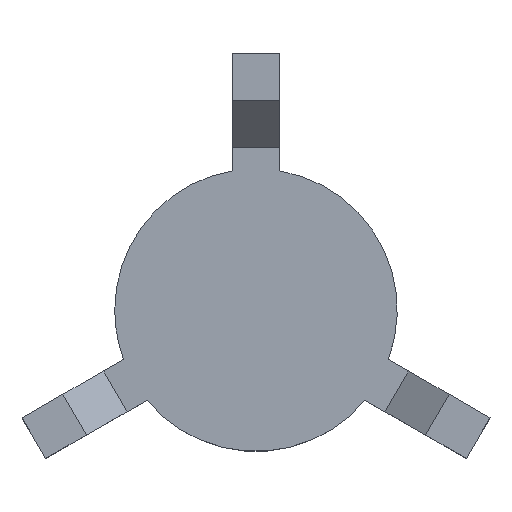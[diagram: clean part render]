
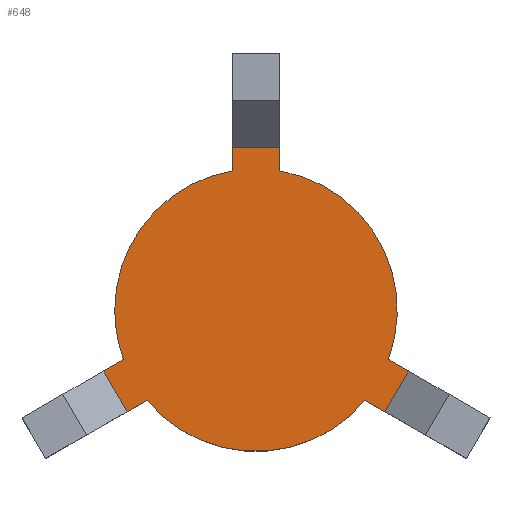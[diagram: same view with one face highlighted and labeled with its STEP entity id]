
A CAD part, top view. The second image highlights one B-rep face of the part: STEP entity #648.
In plain terms, the highlighted planar face has unit normal (0, 0, 1).
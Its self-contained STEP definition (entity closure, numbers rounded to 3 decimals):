
#16 = DIRECTION ( 'NONE',  ( 1., 0., 0. ) ) ;
#20 = CIRCLE ( 'NONE', #468, 15. ) ;
#22 = ORIENTED_EDGE ( 'NONE', *, *, #193, .T. ) ;
#29 = EDGE_CURVE ( 'NONE', #384, #896, #35, .T. ) ;
#32 = DIRECTION ( 'NONE',  ( -0.866, 0.5, 0. ) ) ;
#33 = CIRCLE ( 'NONE', #634, 15. ) ;
#35 = CIRCLE ( 'NONE', #165, 15. ) ;
#40 = CARTESIAN_POINT ( 'NONE',  ( 14.939, -8.625, 4. ) ) ;
#51 = DIRECTION ( 'NONE',  ( -1., 0., 0. ) ) ;
#63 = DIRECTION ( 'NONE',  ( 1., 0., 0. ) ) ;
#94 = VERTEX_POINT ( 'NONE', #119 ) ;
#95 = CARTESIAN_POINT ( 'NONE',  ( -16.189, -6.46, 4. ) ) ;
#100 = VECTOR ( 'NONE', #32, 1000. ) ;
#101 = VECTOR ( 'NONE', #105, 1000. ) ;
#105 = DIRECTION ( 'NONE',  ( 0.5, 0.866, 0. ) ) ;
#108 = CARTESIAN_POINT ( 'NONE',  ( 0., 0., 4. ) ) ;
#119 = CARTESIAN_POINT ( 'NONE',  ( -13.689, -10.79, 4. ) ) ;
#139 = ORIENTED_EDGE ( 'NONE', *, *, #29, .T. ) ;
#157 = VECTOR ( 'NONE', #355, 1000. ) ;
#164 = DIRECTION ( 'NONE',  ( 1., 0., 0. ) ) ;
#165 = AXIS2_PLACEMENT_3D ( 'NONE', #701, #493, #63 ) ;
#170 = CARTESIAN_POINT ( 'NONE',  ( 16.189, -6.46, 4. ) ) ;
#177 = LINE ( 'NONE', #722, #294 ) ;
#189 = CARTESIAN_POINT ( 'NONE',  ( 0., 17.25, 4. ) ) ;
#190 = EDGE_CURVE ( 'NONE', #883, #506, #369, .T. ) ;
#193 = EDGE_CURVE ( 'NONE', #94, #476, #798, .T. ) ;
#203 = ORIENTED_EDGE ( 'NONE', *, *, #605, .T. ) ;
#206 = VERTEX_POINT ( 'NONE', #641 ) ;
#211 = AXIS2_PLACEMENT_3D ( 'NONE', #843, #408, #482 ) ;
#219 = EDGE_CURVE ( 'NONE', #354, #94, #177, .T. ) ;
#239 = DIRECTION ( 'NONE',  ( -0.866, -0.5, 0. ) ) ;
#252 = EDGE_CURVE ( 'NONE', #476, #667, #20, .T. ) ;
#265 = PLANE ( 'NONE',  #211 ) ;
#269 = LINE ( 'NONE', #613, #690 ) ;
#276 = ORIENTED_EDGE ( 'NONE', *, *, #219, .T. ) ;
#289 = CARTESIAN_POINT ( 'NONE',  ( -22.349, -15.79, 4. ) ) ;
#294 = VECTOR ( 'NONE', #575, 1000. ) ;
#316 = VERTEX_POINT ( 'NONE', #511 ) ;
#320 = CARTESIAN_POINT ( 'NONE',  ( 2.5, 14.79, 4. ) ) ;
#324 = VECTOR ( 'NONE', #718, 1000. ) ;
#325 = ORIENTED_EDGE ( 'NONE', *, *, #437, .T. ) ;
#333 = VECTOR ( 'NONE', #466, 1000. ) ;
#354 = VERTEX_POINT ( 'NONE', #95 ) ;
#355 = DIRECTION ( 'NONE',  ( 0., -1., 0. ) ) ;
#366 = CARTESIAN_POINT ( 'NONE',  ( 14.059, -5.23, 4. ) ) ;
#369 = LINE ( 'NONE', #438, #157 ) ;
#381 = CARTESIAN_POINT ( 'NONE',  ( 0., 0., 4. ) ) ;
#384 = VERTEX_POINT ( 'NONE', #366 ) ;
#390 = LINE ( 'NONE', #40, #101 ) ;
#395 = CARTESIAN_POINT ( 'NONE',  ( 24.849, -11.46, 4. ) ) ;
#399 = EDGE_CURVE ( 'NONE', #506, #206, #678, .T. ) ;
#403 = ORIENTED_EDGE ( 'NONE', *, *, #852, .T. ) ;
#408 = DIRECTION ( 'NONE',  ( 0., 0., 1. ) ) ;
#432 = ORIENTED_EDGE ( 'NONE', *, *, #587, .T. ) ;
#437 = EDGE_CURVE ( 'NONE', #680, #555, #390, .T. ) ;
#438 = CARTESIAN_POINT ( 'NONE',  ( -2.5, 27.25, 4. ) ) ;
#460 = CARTESIAN_POINT ( 'NONE',  ( -11.559, -9.56, 4. ) ) ;
#463 = VECTOR ( 'NONE', #239, 1000. ) ;
#466 = DIRECTION ( 'NONE',  ( 0.866, -0.5, 0. ) ) ;
#468 = AXIS2_PLACEMENT_3D ( 'NONE', #809, #654, #16 ) ;
#470 = DIRECTION ( 'NONE',  ( 1., 0., 0. ) ) ;
#471 = CARTESIAN_POINT ( 'NONE',  ( 13.689, -10.79, 4. ) ) ;
#475 = CARTESIAN_POINT ( 'NONE',  ( -14.059, -5.23, 4. ) ) ;
#476 = VERTEX_POINT ( 'NONE', #460 ) ;
#477 = EDGE_CURVE ( 'NONE', #206, #619, #33, .T. ) ;
#482 = DIRECTION ( 'NONE',  ( 1., 0., 0. ) ) ;
#493 = DIRECTION ( 'NONE',  ( 0., 0., 1. ) ) ;
#502 = LINE ( 'NONE', #395, #100 ) ;
#506 = VERTEX_POINT ( 'NONE', #758 ) ;
#511 = CARTESIAN_POINT ( 'NONE',  ( 2.5, 17.25, 4. ) ) ;
#517 = ORIENTED_EDGE ( 'NONE', *, *, #399, .T. ) ;
#519 = EDGE_LOOP ( 'NONE', ( #403, #325, #683, #139, #203, #432, #657, #517, #837, #697, #276, #22, #800 ) ) ;
#531 = EDGE_CURVE ( 'NONE', #619, #354, #652, .T. ) ;
#554 = DIRECTION ( 'NONE',  ( 0., 1., 0. ) ) ;
#555 = VERTEX_POINT ( 'NONE', #170 ) ;
#575 = DIRECTION ( 'NONE',  ( 0.5, -0.866, 0. ) ) ;
#587 = EDGE_CURVE ( 'NONE', #316, #883, #893, .T. ) ;
#598 = DIRECTION ( 'NONE',  ( 0., 0., 1. ) ) ;
#602 = LINE ( 'NONE', #682, #333 ) ;
#605 = EDGE_CURVE ( 'NONE', #896, #316, #269, .T. ) ;
#613 = CARTESIAN_POINT ( 'NONE',  ( 2.5, 27.25, 4. ) ) ;
#616 = FACE_OUTER_BOUND ( 'NONE', #519, .T. ) ;
#619 = VERTEX_POINT ( 'NONE', #475 ) ;
#634 = AXIS2_PLACEMENT_3D ( 'NONE', #108, #752, #470 ) ;
#641 = CARTESIAN_POINT ( 'NONE',  ( -15., 0., 4. ) ) ;
#648 = ADVANCED_FACE ( 'NONE', ( #616 ), #265, .T. ) ;
#652 = LINE ( 'NONE', #674, #463 ) ;
#654 = DIRECTION ( 'NONE',  ( 0., 0., 1. ) ) ;
#657 = ORIENTED_EDGE ( 'NONE', *, *, #190, .T. ) ;
#667 = VERTEX_POINT ( 'NONE', #909 ) ;
#674 = CARTESIAN_POINT ( 'NONE',  ( -24.849, -11.46, 4. ) ) ;
#678 = CIRCLE ( 'NONE', #926, 15. ) ;
#680 = VERTEX_POINT ( 'NONE', #471 ) ;
#682 = CARTESIAN_POINT ( 'NONE',  ( 22.349, -15.79, 4. ) ) ;
#683 = ORIENTED_EDGE ( 'NONE', *, *, #920, .T. ) ;
#690 = VECTOR ( 'NONE', #554, 1000. ) ;
#697 = ORIENTED_EDGE ( 'NONE', *, *, #531, .T. ) ;
#701 = CARTESIAN_POINT ( 'NONE',  ( 0., 0., 4. ) ) ;
#718 = DIRECTION ( 'NONE',  ( 0.866, 0.5, 0. ) ) ;
#722 = CARTESIAN_POINT ( 'NONE',  ( -14.939, -8.625, 4. ) ) ;
#752 = DIRECTION ( 'NONE',  ( 0., 0., 1. ) ) ;
#758 = CARTESIAN_POINT ( 'NONE',  ( -2.5, 14.79, 4. ) ) ;
#798 = LINE ( 'NONE', #289, #324 ) ;
#800 = ORIENTED_EDGE ( 'NONE', *, *, #252, .T. ) ;
#805 = VECTOR ( 'NONE', #51, 1000. ) ;
#809 = CARTESIAN_POINT ( 'NONE',  ( 0., 0., 4. ) ) ;
#837 = ORIENTED_EDGE ( 'NONE', *, *, #477, .T. ) ;
#843 = CARTESIAN_POINT ( 'NONE',  ( 0., 0., 4. ) ) ;
#852 = EDGE_CURVE ( 'NONE', #667, #680, #602, .T. ) ;
#883 = VERTEX_POINT ( 'NONE', #903 ) ;
#893 = LINE ( 'NONE', #189, #805 ) ;
#896 = VERTEX_POINT ( 'NONE', #320 ) ;
#903 = CARTESIAN_POINT ( 'NONE',  ( -2.5, 17.25, 4. ) ) ;
#909 = CARTESIAN_POINT ( 'NONE',  ( 11.559, -9.56, 4. ) ) ;
#920 = EDGE_CURVE ( 'NONE', #555, #384, #502, .T. ) ;
#926 = AXIS2_PLACEMENT_3D ( 'NONE', #381, #598, #164 ) ;
